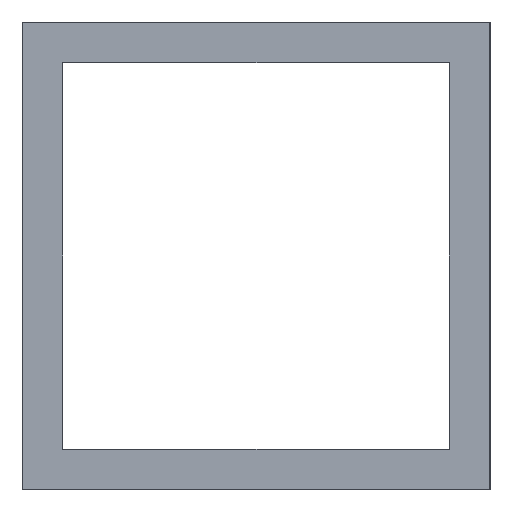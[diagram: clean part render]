
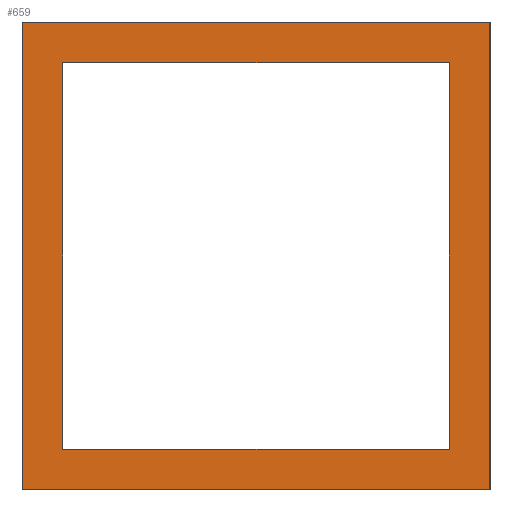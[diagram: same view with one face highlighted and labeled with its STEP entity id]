
A CAD part, left-side view. The second image highlights one B-rep face of the part: STEP entity #659.
In plain terms, the highlighted face is planar.
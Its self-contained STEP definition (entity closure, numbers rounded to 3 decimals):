
#35 = VERTEX_POINT('',#36);
#36 = CARTESIAN_POINT('',(-15.875,15.875,-257.175));
#43 = PLANE('',#44);
#44 = AXIS2_PLACEMENT_3D('',#45,#46,#47);
#45 = CARTESIAN_POINT('',(-15.875,15.875,0.));
#46 = DIRECTION('',(0.,-1.,0.));
#47 = DIRECTION('',(1.,0.,0.));
#55 = PLANE('',#56);
#56 = AXIS2_PLACEMENT_3D('',#57,#58,#59);
#57 = CARTESIAN_POINT('',(-15.875,-15.875,0.));
#58 = DIRECTION('',(1.,0.,0.));
#59 = DIRECTION('',(0.,1.,0.));
#67 = EDGE_CURVE('',#35,#68,#70,.T.);
#68 = VERTEX_POINT('',#69);
#69 = CARTESIAN_POINT('',(15.875,15.875,-257.175));
#70 = SURFACE_CURVE('',#71,(#75,#82),.PCURVE_S1.);
#71 = LINE('',#72,#73);
#72 = CARTESIAN_POINT('',(-15.875,15.875,-257.175));
#73 = VECTOR('',#74,1.);
#74 = DIRECTION('',(1.,0.,0.));
#75 = PCURVE('',#43,#76);
#76 = DEFINITIONAL_REPRESENTATION('',(#77),#81);
#77 = LINE('',#78,#79);
#78 = CARTESIAN_POINT('',(0.,-257.175));
#79 = VECTOR('',#80,1.);
#80 = DIRECTION('',(1.,0.));
#81 = ( GEOMETRIC_REPRESENTATION_CONTEXT(2) 
PARAMETRIC_REPRESENTATION_CONTEXT() REPRESENTATION_CONTEXT('2D SPACE',''
  ) );
#82 = PCURVE('',#83,#88);
#83 = PLANE('',#84);
#84 = AXIS2_PLACEMENT_3D('',#85,#86,#87);
#85 = CARTESIAN_POINT('',(-15.875,15.875,-257.175));
#86 = DIRECTION('',(0.,0.,1.));
#87 = DIRECTION('',(0.,1.,0.));
#88 = DEFINITIONAL_REPRESENTATION('',(#89),#93);
#89 = LINE('',#90,#91);
#90 = CARTESIAN_POINT('',(0.,0.));
#91 = VECTOR('',#92,1.);
#92 = DIRECTION('',(0.,-1.));
#93 = ( GEOMETRIC_REPRESENTATION_CONTEXT(2) 
PARAMETRIC_REPRESENTATION_CONTEXT() REPRESENTATION_CONTEXT('2D SPACE',''
  ) );
#111 = PLANE('',#112);
#112 = AXIS2_PLACEMENT_3D('',#113,#114,#115);
#113 = CARTESIAN_POINT('',(15.875,15.875,0.));
#114 = DIRECTION('',(-1.,0.,0.));
#115 = DIRECTION('',(0.,-1.,0.));
#153 = EDGE_CURVE('',#68,#154,#156,.T.);
#154 = VERTEX_POINT('',#155);
#155 = CARTESIAN_POINT('',(15.875,-15.875,-257.175));
#156 = SURFACE_CURVE('',#157,(#161,#168),.PCURVE_S1.);
#157 = LINE('',#158,#159);
#158 = CARTESIAN_POINT('',(15.875,15.875,-257.175));
#159 = VECTOR('',#160,1.);
#160 = DIRECTION('',(0.,-1.,0.));
#161 = PCURVE('',#111,#162);
#162 = DEFINITIONAL_REPRESENTATION('',(#163),#167);
#163 = LINE('',#164,#165);
#164 = CARTESIAN_POINT('',(0.,-257.175));
#165 = VECTOR('',#166,1.);
#166 = DIRECTION('',(1.,0.));
#167 = ( GEOMETRIC_REPRESENTATION_CONTEXT(2) 
PARAMETRIC_REPRESENTATION_CONTEXT() REPRESENTATION_CONTEXT('2D SPACE',''
  ) );
#168 = PCURVE('',#83,#169);
#169 = DEFINITIONAL_REPRESENTATION('',(#170),#174);
#170 = LINE('',#171,#172);
#171 = CARTESIAN_POINT('',(0.,-31.75));
#172 = VECTOR('',#173,1.);
#173 = DIRECTION('',(-1.,0.));
#174 = ( GEOMETRIC_REPRESENTATION_CONTEXT(2) 
PARAMETRIC_REPRESENTATION_CONTEXT() REPRESENTATION_CONTEXT('2D SPACE',''
  ) );
#192 = PLANE('',#193);
#193 = AXIS2_PLACEMENT_3D('',#194,#195,#196);
#194 = CARTESIAN_POINT('',(15.875,-15.875,0.));
#195 = DIRECTION('',(0.,1.,0.));
#196 = DIRECTION('',(-1.,0.,0.));
#229 = EDGE_CURVE('',#154,#230,#232,.T.);
#230 = VERTEX_POINT('',#231);
#231 = CARTESIAN_POINT('',(-15.875,-15.875,-257.175));
#232 = SURFACE_CURVE('',#233,(#237,#244),.PCURVE_S1.);
#233 = LINE('',#234,#235);
#234 = CARTESIAN_POINT('',(15.875,-15.875,-257.175));
#235 = VECTOR('',#236,1.);
#236 = DIRECTION('',(-1.,0.,0.));
#237 = PCURVE('',#192,#238);
#238 = DEFINITIONAL_REPRESENTATION('',(#239),#243);
#239 = LINE('',#240,#241);
#240 = CARTESIAN_POINT('',(0.,-257.175));
#241 = VECTOR('',#242,1.);
#242 = DIRECTION('',(1.,0.));
#243 = ( GEOMETRIC_REPRESENTATION_CONTEXT(2) 
PARAMETRIC_REPRESENTATION_CONTEXT() REPRESENTATION_CONTEXT('2D SPACE',''
  ) );
#244 = PCURVE('',#83,#245);
#245 = DEFINITIONAL_REPRESENTATION('',(#246),#250);
#246 = LINE('',#247,#248);
#247 = CARTESIAN_POINT('',(-31.75,-31.75));
#248 = VECTOR('',#249,1.);
#249 = DIRECTION('',(0.,1.));
#250 = ( GEOMETRIC_REPRESENTATION_CONTEXT(2) 
PARAMETRIC_REPRESENTATION_CONTEXT() REPRESENTATION_CONTEXT('2D SPACE',''
  ) );
#300 = EDGE_CURVE('',#230,#35,#301,.T.);
#301 = SURFACE_CURVE('',#302,(#306,#313),.PCURVE_S1.);
#302 = LINE('',#303,#304);
#303 = CARTESIAN_POINT('',(-15.875,-15.875,-257.175));
#304 = VECTOR('',#305,1.);
#305 = DIRECTION('',(0.,1.,0.));
#306 = PCURVE('',#55,#307);
#307 = DEFINITIONAL_REPRESENTATION('',(#308),#312);
#308 = LINE('',#309,#310);
#309 = CARTESIAN_POINT('',(0.,-257.175));
#310 = VECTOR('',#311,1.);
#311 = DIRECTION('',(1.,0.));
#312 = ( GEOMETRIC_REPRESENTATION_CONTEXT(2) 
PARAMETRIC_REPRESENTATION_CONTEXT() REPRESENTATION_CONTEXT('2D SPACE',''
  ) );
#313 = PCURVE('',#83,#314);
#314 = DEFINITIONAL_REPRESENTATION('',(#315),#319);
#315 = LINE('',#316,#317);
#316 = CARTESIAN_POINT('',(-31.75,0.));
#317 = VECTOR('',#318,1.);
#318 = DIRECTION('',(1.,0.));
#319 = ( GEOMETRIC_REPRESENTATION_CONTEXT(2) 
PARAMETRIC_REPRESENTATION_CONTEXT() REPRESENTATION_CONTEXT('2D SPACE',''
  ) );
#349 = VERTEX_POINT('',#350);
#350 = CARTESIAN_POINT('',(-13.106,13.106,-257.175));
#357 = PLANE('',#358);
#358 = AXIS2_PLACEMENT_3D('',#359,#360,#361);
#359 = CARTESIAN_POINT('',(-13.106,13.106,0.));
#360 = DIRECTION('',(0.,-1.,0.));
#361 = DIRECTION('',(1.,0.,0.));
#369 = PLANE('',#370);
#370 = AXIS2_PLACEMENT_3D('',#371,#372,#373);
#371 = CARTESIAN_POINT('',(-13.106,-13.106,0.));
#372 = DIRECTION('',(1.,0.,0.));
#373 = DIRECTION('',(0.,1.,0.));
#381 = EDGE_CURVE('',#349,#382,#384,.T.);
#382 = VERTEX_POINT('',#383);
#383 = CARTESIAN_POINT('',(13.106,13.106,-257.175));
#384 = SURFACE_CURVE('',#385,(#389,#396),.PCURVE_S1.);
#385 = LINE('',#386,#387);
#386 = CARTESIAN_POINT('',(-13.106,13.106,-257.175));
#387 = VECTOR('',#388,1.);
#388 = DIRECTION('',(1.,0.,0.));
#389 = PCURVE('',#357,#390);
#390 = DEFINITIONAL_REPRESENTATION('',(#391),#395);
#391 = LINE('',#392,#393);
#392 = CARTESIAN_POINT('',(0.,-257.175));
#393 = VECTOR('',#394,1.);
#394 = DIRECTION('',(1.,0.));
#395 = ( GEOMETRIC_REPRESENTATION_CONTEXT(2) 
PARAMETRIC_REPRESENTATION_CONTEXT() REPRESENTATION_CONTEXT('2D SPACE',''
  ) );
#396 = PCURVE('',#83,#397);
#397 = DEFINITIONAL_REPRESENTATION('',(#398),#402);
#398 = LINE('',#399,#400);
#399 = CARTESIAN_POINT('',(-2.769,-2.769));
#400 = VECTOR('',#401,1.);
#401 = DIRECTION('',(0.,-1.));
#402 = ( GEOMETRIC_REPRESENTATION_CONTEXT(2) 
PARAMETRIC_REPRESENTATION_CONTEXT() REPRESENTATION_CONTEXT('2D SPACE',''
  ) );
#420 = PLANE('',#421);
#421 = AXIS2_PLACEMENT_3D('',#422,#423,#424);
#422 = CARTESIAN_POINT('',(13.106,13.106,0.));
#423 = DIRECTION('',(-1.,0.,0.));
#424 = DIRECTION('',(0.,-1.,0.));
#457 = EDGE_CURVE('',#382,#458,#460,.T.);
#458 = VERTEX_POINT('',#459);
#459 = CARTESIAN_POINT('',(13.106,-13.106,-257.175));
#460 = SURFACE_CURVE('',#461,(#465,#472),.PCURVE_S1.);
#461 = LINE('',#462,#463);
#462 = CARTESIAN_POINT('',(13.106,13.106,-257.175));
#463 = VECTOR('',#464,1.);
#464 = DIRECTION('',(0.,-1.,0.));
#465 = PCURVE('',#420,#466);
#466 = DEFINITIONAL_REPRESENTATION('',(#467),#471);
#467 = LINE('',#468,#469);
#468 = CARTESIAN_POINT('',(0.,-257.175));
#469 = VECTOR('',#470,1.);
#470 = DIRECTION('',(1.,0.));
#471 = ( GEOMETRIC_REPRESENTATION_CONTEXT(2) 
PARAMETRIC_REPRESENTATION_CONTEXT() REPRESENTATION_CONTEXT('2D SPACE',''
  ) );
#472 = PCURVE('',#83,#473);
#473 = DEFINITIONAL_REPRESENTATION('',(#474),#478);
#474 = LINE('',#475,#476);
#475 = CARTESIAN_POINT('',(-2.769,-28.981));
#476 = VECTOR('',#477,1.);
#477 = DIRECTION('',(-1.,0.));
#478 = ( GEOMETRIC_REPRESENTATION_CONTEXT(2) 
PARAMETRIC_REPRESENTATION_CONTEXT() REPRESENTATION_CONTEXT('2D SPACE',''
  ) );
#496 = PLANE('',#497);
#497 = AXIS2_PLACEMENT_3D('',#498,#499,#500);
#498 = CARTESIAN_POINT('',(13.106,-13.106,0.));
#499 = DIRECTION('',(0.,1.,0.));
#500 = DIRECTION('',(-1.,0.,0.));
#533 = EDGE_CURVE('',#458,#534,#536,.T.);
#534 = VERTEX_POINT('',#535);
#535 = CARTESIAN_POINT('',(-13.106,-13.106,-257.175));
#536 = SURFACE_CURVE('',#537,(#541,#548),.PCURVE_S1.);
#537 = LINE('',#538,#539);
#538 = CARTESIAN_POINT('',(13.106,-13.106,-257.175));
#539 = VECTOR('',#540,1.);
#540 = DIRECTION('',(-1.,0.,0.));
#541 = PCURVE('',#496,#542);
#542 = DEFINITIONAL_REPRESENTATION('',(#543),#547);
#543 = LINE('',#544,#545);
#544 = CARTESIAN_POINT('',(0.,-257.175));
#545 = VECTOR('',#546,1.);
#546 = DIRECTION('',(1.,0.));
#547 = ( GEOMETRIC_REPRESENTATION_CONTEXT(2) 
PARAMETRIC_REPRESENTATION_CONTEXT() REPRESENTATION_CONTEXT('2D SPACE',''
  ) );
#548 = PCURVE('',#83,#549);
#549 = DEFINITIONAL_REPRESENTATION('',(#550),#554);
#550 = LINE('',#551,#552);
#551 = CARTESIAN_POINT('',(-28.981,-28.981));
#552 = VECTOR('',#553,1.);
#553 = DIRECTION('',(0.,1.));
#554 = ( GEOMETRIC_REPRESENTATION_CONTEXT(2) 
PARAMETRIC_REPRESENTATION_CONTEXT() REPRESENTATION_CONTEXT('2D SPACE',''
  ) );
#604 = EDGE_CURVE('',#534,#349,#605,.T.);
#605 = SURFACE_CURVE('',#606,(#610,#617),.PCURVE_S1.);
#606 = LINE('',#607,#608);
#607 = CARTESIAN_POINT('',(-13.106,-13.106,-257.175));
#608 = VECTOR('',#609,1.);
#609 = DIRECTION('',(0.,1.,0.));
#610 = PCURVE('',#369,#611);
#611 = DEFINITIONAL_REPRESENTATION('',(#612),#616);
#612 = LINE('',#613,#614);
#613 = CARTESIAN_POINT('',(0.,-257.175));
#614 = VECTOR('',#615,1.);
#615 = DIRECTION('',(1.,0.));
#616 = ( GEOMETRIC_REPRESENTATION_CONTEXT(2) 
PARAMETRIC_REPRESENTATION_CONTEXT() REPRESENTATION_CONTEXT('2D SPACE',''
  ) );
#617 = PCURVE('',#83,#618);
#618 = DEFINITIONAL_REPRESENTATION('',(#619),#623);
#619 = LINE('',#620,#621);
#620 = CARTESIAN_POINT('',(-28.981,-2.769));
#621 = VECTOR('',#622,1.);
#622 = DIRECTION('',(1.,0.));
#623 = ( GEOMETRIC_REPRESENTATION_CONTEXT(2) 
PARAMETRIC_REPRESENTATION_CONTEXT() REPRESENTATION_CONTEXT('2D SPACE',''
  ) );
#659 = ADVANCED_FACE('',(#660,#666),#83,.F.);
#660 = FACE_BOUND('',#661,.T.);
#661 = EDGE_LOOP('',(#662,#663,#664,#665));
#662 = ORIENTED_EDGE('',*,*,#67,.T.);
#663 = ORIENTED_EDGE('',*,*,#153,.T.);
#664 = ORIENTED_EDGE('',*,*,#229,.T.);
#665 = ORIENTED_EDGE('',*,*,#300,.T.);
#666 = FACE_BOUND('',#667,.F.);
#667 = EDGE_LOOP('',(#668,#669,#670,#671));
#668 = ORIENTED_EDGE('',*,*,#381,.T.);
#669 = ORIENTED_EDGE('',*,*,#457,.T.);
#670 = ORIENTED_EDGE('',*,*,#533,.T.);
#671 = ORIENTED_EDGE('',*,*,#604,.T.);
